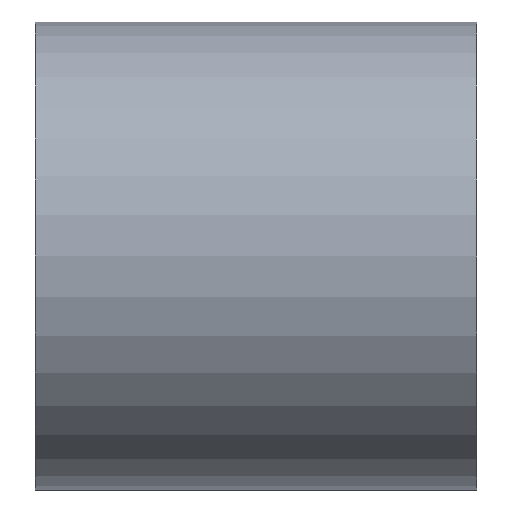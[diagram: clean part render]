
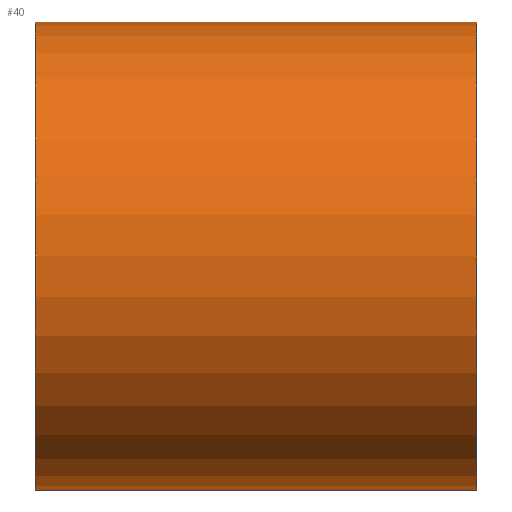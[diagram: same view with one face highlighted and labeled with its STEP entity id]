
A CAD part, left-side view. The second image highlights one B-rep face of the part: STEP entity #40.
In plain terms, the highlighted cylindrical face has radius 9 mm (diameter 18 mm), a partial arc.
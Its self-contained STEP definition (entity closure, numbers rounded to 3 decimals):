
#10 = ORIENTED_EDGE ( 'NONE', *, *, #34, .F. ) ;
#11 = ORIENTED_EDGE ( 'NONE', *, *, #175, .T. ) ;
#12 = ORIENTED_EDGE ( 'NONE', *, *, #164, .F. ) ;
#22 = VERTEX_POINT ( 'NONE', #502 ) ;
#23 = VERTEX_POINT ( 'NONE', #501 ) ;
#25 = EDGE_CURVE ( 'NONE', #23, #26, #500, .T. ) ;
#26 = VERTEX_POINT ( 'NONE', #496 ) ;
#33 = VERTEX_POINT ( 'NONE', #638 ) ;
#34 = EDGE_CURVE ( 'NONE', #22, #23, #644, .T. ) ;
#40 = ADVANCED_FACE ( 'NONE', ( #640 ), #621, .T. ) ;
#41 = EDGE_LOOP ( 'NONE', ( #42, #10, #11, #12 ) ) ;
#42 = ORIENTED_EDGE ( 'NONE', *, *, #25, .F. ) ;
#164 = EDGE_CURVE ( 'NONE', #26, #33, #851, .T. ) ;
#175 = EDGE_CURVE ( 'NONE', #22, #33, #1371, .T. ) ;
#496 = CARTESIAN_POINT ( 'NONE',  ( 0., 8.5, -9. ) ) ;
#497 = DIRECTION ( 'NONE',  ( 0., 1., 0. ) ) ;
#498 = VECTOR ( 'NONE', #497, 1000. ) ;
#499 = CARTESIAN_POINT ( 'NONE',  ( 0., 13.586, -9. ) ) ;
#500 = LINE ( 'NONE', #499, #498 ) ;
#501 = CARTESIAN_POINT ( 'NONE',  ( 0., -8.5, -9. ) ) ;
#502 = CARTESIAN_POINT ( 'NONE',  ( 0., -8.5, 9. ) ) ;
#596 = DIRECTION ( 'NONE',  ( 0., 1., 0. ) ) ;
#602 = DIRECTION ( 'NONE',  ( 0., -1., 0. ) ) ;
#605 = AXIS2_PLACEMENT_3D ( 'NONE', #633, #602, #619 ) ;
#611 = CARTESIAN_POINT ( 'NONE',  ( 0., 13.586, 0. ) ) ;
#619 = DIRECTION ( 'NONE',  ( 0., 0., -1. ) ) ;
#621 = CYLINDRICAL_SURFACE ( 'NONE', #622, 9. ) ;
#622 = AXIS2_PLACEMENT_3D ( 'NONE', #611, #596, #626 ) ;
#626 = DIRECTION ( 'NONE',  ( 0., 0., 1. ) ) ;
#633 = CARTESIAN_POINT ( 'NONE',  ( 0., -8.5, 0. ) ) ;
#638 = CARTESIAN_POINT ( 'NONE',  ( 0., 8.5, 9. ) ) ;
#640 = FACE_OUTER_BOUND ( 'NONE', #41, .T. ) ;
#644 = CIRCLE ( 'NONE', #605, 9. ) ;
#830 = CARTESIAN_POINT ( 'NONE',  ( 0., 8.5, 0. ) ) ;
#841 = AXIS2_PLACEMENT_3D ( 'NONE', #830, #850, #849 ) ;
#849 = DIRECTION ( 'NONE',  ( 0., 0., 1. ) ) ;
#850 = DIRECTION ( 'NONE',  ( 0., 1., 0. ) ) ;
#851 = CIRCLE ( 'NONE', #841, 9. ) ;
#1368 = DIRECTION ( 'NONE',  ( 0., 1., 0. ) ) ;
#1369 = VECTOR ( 'NONE', #1368, 1000. ) ;
#1370 = CARTESIAN_POINT ( 'NONE',  ( 0., 13.586, 9. ) ) ;
#1371 = LINE ( 'NONE', #1370, #1369 ) ;
